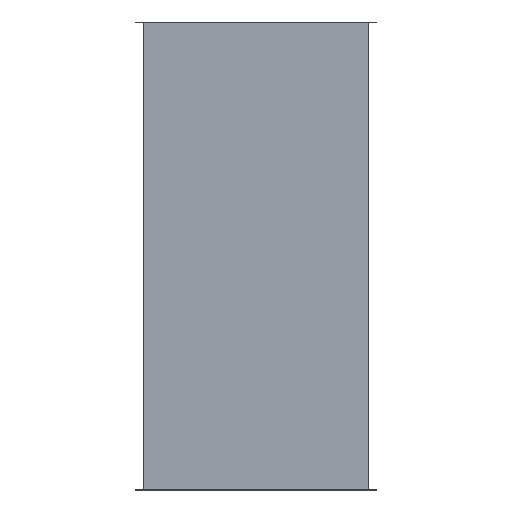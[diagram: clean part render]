
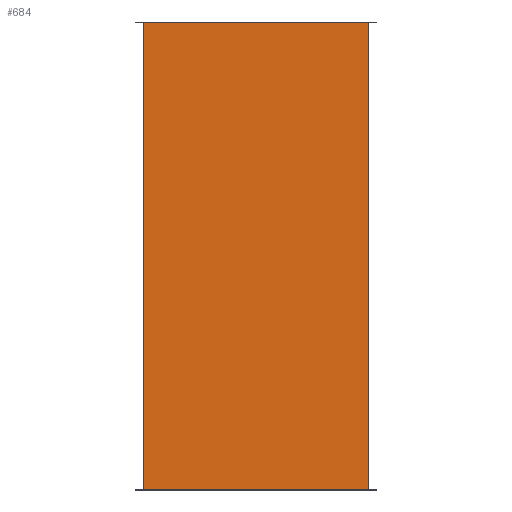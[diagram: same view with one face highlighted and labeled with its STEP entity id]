
A CAD part, front view. The second image highlights one B-rep face of the part: STEP entity #684.
In plain terms, the highlighted planar face has unit normal (0, -1, 0).
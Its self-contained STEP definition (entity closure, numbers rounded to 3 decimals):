
#137 = CARTESIAN_POINT ( 'NONE',  ( -301., -126., 624. ) ) ;
#146 = CARTESIAN_POINT ( 'NONE',  ( -301., -126., -624. ) ) ;
#148 = CARTESIAN_POINT ( 'NONE',  ( 301., -126., 624. ) ) ;
#152 = CARTESIAN_POINT ( 'NONE',  ( 301., -126., -624. ) ) ;
#231 = ORIENTED_EDGE ( 'NONE', *, *, #1045, .T. ) ;
#317 = CARTESIAN_POINT ( 'NONE',  ( 301., -126., 625. ) ) ;
#322 = DIRECTION ( 'NONE',  ( 0., 0., -1. ) ) ;
#331 = CARTESIAN_POINT ( 'NONE',  ( -301., -126., 625. ) ) ;
#333 = DIRECTION ( 'NONE',  ( 0., 0., -1. ) ) ;
#335 = CARTESIAN_POINT ( 'NONE',  ( 300., -126., -624. ) ) ;
#336 = DIRECTION ( 'NONE',  ( -1., 0., 0. ) ) ;
#337 = CARTESIAN_POINT ( 'NONE',  ( 300., -126., 624. ) ) ;
#338 = DIRECTION ( 'NONE',  ( 1., 0., 0. ) ) ;
#465 = LINE ( 'NONE', #317, #466 ) ;
#466 = VECTOR ( 'NONE', #322, 1000. ) ;
#474 = LINE ( 'NONE', #331, #477 ) ;
#477 = VECTOR ( 'NONE', #333, 1000. ) ;
#478 = LINE ( 'NONE', #335, #481 ) ;
#480 = LINE ( 'NONE', #337, #483 ) ;
#481 = VECTOR ( 'NONE', #336, 1000. ) ;
#483 = VECTOR ( 'NONE', #338, 1000. ) ;
#684 = ADVANCED_FACE ( 'NONE', ( #1546 ), #751, .F. ) ;
#751 = PLANE ( 'NONE',  #1450 ) ;
#752 = CARTESIAN_POINT ( 'NONE',  ( 300., -126., 625. ) ) ;
#757 = DIRECTION ( 'NONE',  ( 0., 1., 0. ) ) ;
#758 = DIRECTION ( 'NONE',  ( -1., 0., 0. ) ) ;
#995 = EDGE_LOOP ( 'NONE', ( #1806, #1809, #1805, #231 ) ) ;
#1040 = EDGE_CURVE ( 'NONE', #1473, #1477, #465, .T. ) ;
#1045 = EDGE_CURVE ( 'NONE', #1468, #1471, #474, .T. ) ;
#1047 = EDGE_CURVE ( 'NONE', #1477, #1471, #478, .T. ) ;
#1048 = EDGE_CURVE ( 'NONE', #1468, #1473, #480, .T. ) ;
#1450 = AXIS2_PLACEMENT_3D ( 'NONE', #752, #757, #758 ) ;
#1468 = VERTEX_POINT ( 'NONE', #137 ) ;
#1471 = VERTEX_POINT ( 'NONE', #146 ) ;
#1473 = VERTEX_POINT ( 'NONE', #148 ) ;
#1477 = VERTEX_POINT ( 'NONE', #152 ) ;
#1546 = FACE_OUTER_BOUND ( 'NONE', #995, .T. ) ;
#1805 = ORIENTED_EDGE ( 'NONE', *, *, #1048, .F. ) ;
#1806 = ORIENTED_EDGE ( 'NONE', *, *, #1047, .F. ) ;
#1809 = ORIENTED_EDGE ( 'NONE', *, *, #1040, .F. ) ;
